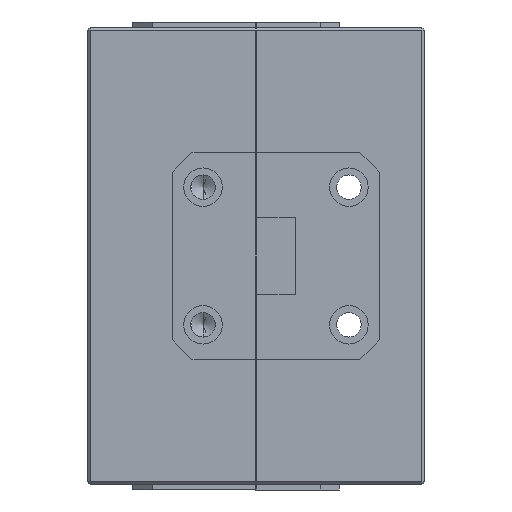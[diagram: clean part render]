
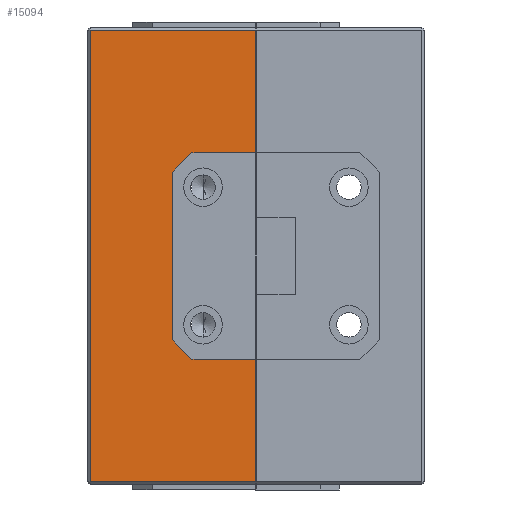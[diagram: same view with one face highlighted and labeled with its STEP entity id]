
A CAD part, left-side view. The second image highlights one B-rep face of the part: STEP entity #15094.
In plain terms, the highlighted planar face has unit normal (-1, 0, 0).
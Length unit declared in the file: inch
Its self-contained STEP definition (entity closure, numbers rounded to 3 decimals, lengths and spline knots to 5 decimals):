
#510 = LINE ( 'NONE', #2591, #22940 ) ;
#869 = CARTESIAN_POINT ( 'NONE',  ( -0.83, 0.23, -0.375 ) ) ;
#880 = VERTEX_POINT ( 'NONE', #22320 ) ;
#1620 = CARTESIAN_POINT ( 'NONE',  ( -0.83, 0., 0. ) ) ;
#1754 = CARTESIAN_POINT ( 'NONE',  ( -0.83, 0., 0.375 ) ) ;
#1848 = DIRECTION ( 'NONE',  ( 0., 1., 0. ) ) ;
#2302 = ORIENTED_EDGE ( 'NONE', *, *, #15638, .T. ) ;
#2591 = CARTESIAN_POINT ( 'NONE',  ( -0.83, 0.3, -0.305 ) ) ;
#2685 = DIRECTION ( 'NONE',  ( 0., 0., 1. ) ) ;
#3265 = VECTOR ( 'NONE', #23175, 39.37008 ) ;
#3752 = EDGE_LOOP ( 'NONE', ( #14977, #7329, #21640, #5518, #2302, #6418, #17429, #17709, #15711, #4417 ) ) ;
#4027 = VERTEX_POINT ( 'NONE', #5309 ) ;
#4403 = CARTESIAN_POINT ( 'NONE',  ( -0.83, 0., -0.82 ) ) ;
#4417 = ORIENTED_EDGE ( 'NONE', *, *, #8553, .F. ) ;
#4727 = CARTESIAN_POINT ( 'NONE',  ( -0.83, 0.23, 0.375 ) ) ;
#4891 = VERTEX_POINT ( 'NONE', #1754 ) ;
#5309 = CARTESIAN_POINT ( 'NONE',  ( -0.83, 0., -0.375 ) ) ;
#5518 = ORIENTED_EDGE ( 'NONE', *, *, #23888, .T. ) ;
#5854 = EDGE_CURVE ( 'NONE', #10093, #4027, #17644, .T. ) ;
#5920 = CARTESIAN_POINT ( 'NONE',  ( -0.83, 0., 0. ) ) ;
#6289 = LINE ( 'NONE', #7872, #23778 ) ;
#6384 = EDGE_CURVE ( 'NONE', #880, #10093, #8217, .T. ) ;
#6402 = CARTESIAN_POINT ( 'NONE',  ( -0.83, 0.3, -0.305 ) ) ;
#6418 = ORIENTED_EDGE ( 'NONE', *, *, #5854, .F. ) ;
#7329 = ORIENTED_EDGE ( 'NONE', *, *, #22561, .T. ) ;
#7389 = VECTOR ( 'NONE', #1848, 39.37008 ) ;
#7872 = CARTESIAN_POINT ( 'NONE',  ( -0.83, 0., 0. ) ) ;
#7956 = VERTEX_POINT ( 'NONE', #14470 ) ;
#8217 = LINE ( 'NONE', #6402, #17617 ) ;
#8287 = VECTOR ( 'NONE', #12016, 39.37008 ) ;
#8505 = DIRECTION ( 'NONE',  ( -1., 0., 0. ) ) ;
#8553 = EDGE_CURVE ( 'NONE', #4891, #16395, #16595, .T. ) ;
#10067 = EDGE_CURVE ( 'NONE', #16677, #880, #510, .T. ) ;
#10093 = VERTEX_POINT ( 'NONE', #869 ) ;
#10227 = VERTEX_POINT ( 'NONE', #23739 ) ;
#10544 = LINE ( 'NONE', #23536, #22542 ) ;
#11001 = CARTESIAN_POINT ( 'NONE',  ( -0.83, 0.23, 0.375 ) ) ;
#11218 = VECTOR ( 'NONE', #16612, 39.37008 ) ;
#11232 = CARTESIAN_POINT ( 'NONE',  ( -0.83, 0., 0.82 ) ) ;
#11234 = CARTESIAN_POINT ( 'NONE',  ( -0.83, 0.3, 0.305 ) ) ;
#11495 = CARTESIAN_POINT ( 'NONE',  ( -0.83, 0.6, 0. ) ) ;
#12016 = DIRECTION ( 'NONE',  ( 0., -1., 0. ) ) ;
#13004 = VERTEX_POINT ( 'NONE', #11232 ) ;
#13069 = LINE ( 'NONE', #11495, #11218 ) ;
#13749 = DIRECTION ( 'NONE',  ( 0., -0.707, -0.707 ) ) ;
#13817 = EDGE_CURVE ( 'NONE', #4891, #13004, #22521, .T. ) ;
#14470 = CARTESIAN_POINT ( 'NONE',  ( -0.83, 0., -0.82 ) ) ;
#14561 = VECTOR ( 'NONE', #16585, 39.37008 ) ;
#14968 = DIRECTION ( 'NONE',  ( 0., 0., 1. ) ) ;
#14977 = ORIENTED_EDGE ( 'NONE', *, *, #13817, .T. ) ;
#15094 = ADVANCED_FACE ( 'NONE', ( #18184 ), #19999, .T. ) ;
#15294 = CARTESIAN_POINT ( 'NONE',  ( -0.83, 0.6, 0.82 ) ) ;
#15638 = EDGE_CURVE ( 'NONE', #7956, #4027, #6289, .T. ) ;
#15711 = ORIENTED_EDGE ( 'NONE', *, *, #19341, .F. ) ;
#16395 = VERTEX_POINT ( 'NONE', #4727 ) ;
#16585 = DIRECTION ( 'NONE',  ( 0., 0.707, -0.707 ) ) ;
#16595 = LINE ( 'NONE', #11001, #7389 ) ;
#16612 = DIRECTION ( 'NONE',  ( 0., 0., -1. ) ) ;
#16677 = VERTEX_POINT ( 'NONE', #11234 ) ;
#16801 = VECTOR ( 'NONE', #14968, 39.37008 ) ;
#17242 = AXIS2_PLACEMENT_3D ( 'NONE', #1620, #8505, #23425 ) ;
#17429 = ORIENTED_EDGE ( 'NONE', *, *, #6384, .F. ) ;
#17617 = VECTOR ( 'NONE', #13749, 39.37008 ) ;
#17644 = LINE ( 'NONE', #21268, #8287 ) ;
#17708 = EDGE_CURVE ( 'NONE', #18436, #10227, #13069, .T. ) ;
#17709 = ORIENTED_EDGE ( 'NONE', *, *, #10067, .F. ) ;
#18078 = DIRECTION ( 'NONE',  ( 0., 1., 0. ) ) ;
#18184 = FACE_OUTER_BOUND ( 'NONE', #3752, .T. ) ;
#18436 = VERTEX_POINT ( 'NONE', #15294 ) ;
#19341 = EDGE_CURVE ( 'NONE', #16395, #16677, #22175, .T. ) ;
#19539 = LINE ( 'NONE', #4403, #3265 ) ;
#19999 = PLANE ( 'NONE',  #17242 ) ;
#20861 = DIRECTION ( 'NONE',  ( 0., 0., -1. ) ) ;
#21268 = CARTESIAN_POINT ( 'NONE',  ( -0.83, 0.23, -0.375 ) ) ;
#21640 = ORIENTED_EDGE ( 'NONE', *, *, #17708, .T. ) ;
#22175 = LINE ( 'NONE', #22305, #14561 ) ;
#22305 = CARTESIAN_POINT ( 'NONE',  ( -0.83, 0.3, 0.305 ) ) ;
#22320 = CARTESIAN_POINT ( 'NONE',  ( -0.83, 0.3, -0.305 ) ) ;
#22521 = LINE ( 'NONE', #5920, #16801 ) ;
#22542 = VECTOR ( 'NONE', #18078, 39.37008 ) ;
#22561 = EDGE_CURVE ( 'NONE', #13004, #18436, #10544, .T. ) ;
#22940 = VECTOR ( 'NONE', #20861, 39.37008 ) ;
#23175 = DIRECTION ( 'NONE',  ( 0., -1., 0. ) ) ;
#23425 = DIRECTION ( 'NONE',  ( 0., 0., 1. ) ) ;
#23536 = CARTESIAN_POINT ( 'NONE',  ( -0.83, 0., 0.82 ) ) ;
#23739 = CARTESIAN_POINT ( 'NONE',  ( -0.83, 0.6, -0.82 ) ) ;
#23778 = VECTOR ( 'NONE', #2685, 39.37008 ) ;
#23888 = EDGE_CURVE ( 'NONE', #10227, #7956, #19539, .T. ) ;
